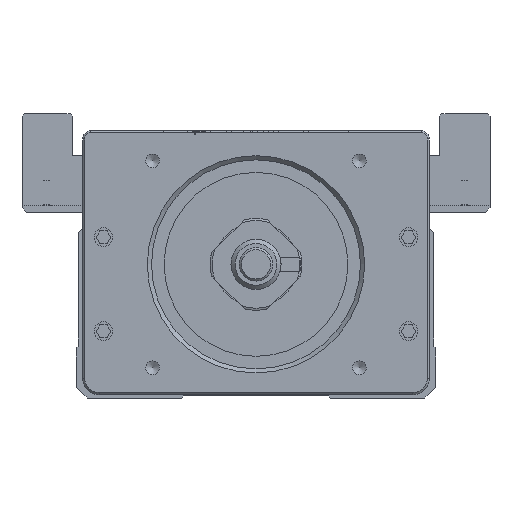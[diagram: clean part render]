
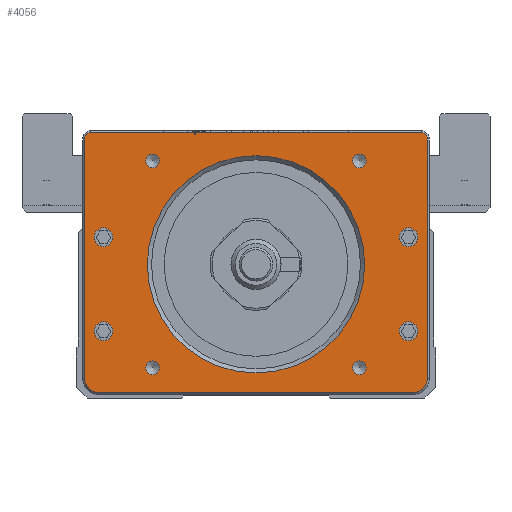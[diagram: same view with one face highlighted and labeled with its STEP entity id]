
A CAD part, front view. The second image highlights one B-rep face of the part: STEP entity #4056.
In plain terms, the highlighted planar face has unit normal (0, -1, 0).
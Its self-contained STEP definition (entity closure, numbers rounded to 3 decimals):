
#1600=FACE_BOUND('',#8531,.T.);
#1601=FACE_BOUND('',#8532,.T.);
#1602=FACE_BOUND('',#8533,.T.);
#1603=FACE_BOUND('',#8534,.T.);
#1604=FACE_BOUND('',#8535,.T.);
#1605=FACE_BOUND('',#8536,.T.);
#1606=FACE_BOUND('',#8537,.T.);
#1607=FACE_BOUND('',#8538,.T.);
#1608=FACE_BOUND('',#8539,.T.);
#1609=FACE_BOUND('',#8540,.T.);
#2689=CIRCLE('',#32651,26.);
#2690=CIRCLE('',#32652,1.65);
#2691=CIRCLE('',#32653,1.65);
#2692=CIRCLE('',#32654,1.65);
#2693=CIRCLE('',#32655,1.65);
#2694=CIRCLE('',#32656,1.5);
#2695=CIRCLE('',#32657,1.5);
#2696=CIRCLE('',#32658,3.5);
#2697=CIRCLE('',#32659,3.5);
#2698=CIRCLE('',#32660,2.25);
#2699=CIRCLE('',#32661,2.25);
#2700=CIRCLE('',#32662,2.25);
#2701=CIRCLE('',#32663,2.25);
#4056=ADVANCED_FACE('',(#1600,#1601,#1602,#1603,#1604,#1605,#1606,#1607,
#1608,#1609),#5455,.F.);
#5455=PLANE('',#32664);
#8531=EDGE_LOOP('',(#14899));
#8532=EDGE_LOOP('',(#14900));
#8533=EDGE_LOOP('',(#14901));
#8534=EDGE_LOOP('',(#14902));
#8535=EDGE_LOOP('',(#14903));
#8536=EDGE_LOOP('',(#14904,#14905,#14906,#14907,#14908,#14909,#14910,#14911));
#8537=EDGE_LOOP('',(#14912));
#8538=EDGE_LOOP('',(#14913));
#8539=EDGE_LOOP('',(#14914));
#8540=EDGE_LOOP('',(#14915));
#14899=ORIENTED_EDGE('',*,*,#23686,.T.);
#14900=ORIENTED_EDGE('',*,*,#23687,.T.);
#14901=ORIENTED_EDGE('',*,*,#23688,.T.);
#14902=ORIENTED_EDGE('',*,*,#23689,.T.);
#14903=ORIENTED_EDGE('',*,*,#23690,.T.);
#14904=ORIENTED_EDGE('',*,*,#23691,.T.);
#14905=ORIENTED_EDGE('',*,*,#23692,.T.);
#14906=ORIENTED_EDGE('',*,*,#23693,.T.);
#14907=ORIENTED_EDGE('',*,*,#23694,.T.);
#14908=ORIENTED_EDGE('',*,*,#23695,.T.);
#14909=ORIENTED_EDGE('',*,*,#23696,.T.);
#14910=ORIENTED_EDGE('',*,*,#23697,.T.);
#14911=ORIENTED_EDGE('',*,*,#23698,.T.);
#14912=ORIENTED_EDGE('',*,*,#23699,.T.);
#14913=ORIENTED_EDGE('',*,*,#23700,.T.);
#14914=ORIENTED_EDGE('',*,*,#23701,.T.);
#14915=ORIENTED_EDGE('',*,*,#23702,.T.);
#19931=VERTEX_POINT('',#49776);
#19932=VERTEX_POINT('',#49778);
#19933=VERTEX_POINT('',#49780);
#19934=VERTEX_POINT('',#49782);
#19935=VERTEX_POINT('',#49784);
#19936=VERTEX_POINT('',#49786);
#19937=VERTEX_POINT('',#49787);
#19938=VERTEX_POINT('',#49789);
#19939=VERTEX_POINT('',#49791);
#19940=VERTEX_POINT('',#49793);
#19941=VERTEX_POINT('',#49795);
#19942=VERTEX_POINT('',#49797);
#19943=VERTEX_POINT('',#49799);
#19944=VERTEX_POINT('',#49802);
#19945=VERTEX_POINT('',#49804);
#19946=VERTEX_POINT('',#49806);
#19947=VERTEX_POINT('',#49808);
#23686=EDGE_CURVE('',#19931,#19931,#2689,.T.);
#23687=EDGE_CURVE('',#19932,#19932,#2690,.T.);
#23688=EDGE_CURVE('',#19933,#19933,#2691,.T.);
#23689=EDGE_CURVE('',#19934,#19934,#2692,.T.);
#23690=EDGE_CURVE('',#19935,#19935,#2693,.T.);
#23691=EDGE_CURVE('',#19936,#19937,#27073,.T.);
#23692=EDGE_CURVE('',#19937,#19938,#2694,.T.);
#23693=EDGE_CURVE('',#19938,#19939,#27074,.T.);
#23694=EDGE_CURVE('',#19939,#19940,#2695,.T.);
#23695=EDGE_CURVE('',#19940,#19941,#27075,.T.);
#23696=EDGE_CURVE('',#19941,#19942,#2696,.T.);
#23697=EDGE_CURVE('',#19942,#19943,#27076,.T.);
#23698=EDGE_CURVE('',#19943,#19936,#2697,.T.);
#23699=EDGE_CURVE('',#19944,#19944,#2698,.T.);
#23700=EDGE_CURVE('',#19945,#19945,#2699,.T.);
#23701=EDGE_CURVE('',#19946,#19946,#2700,.T.);
#23702=EDGE_CURVE('',#19947,#19947,#2701,.T.);
#27073=LINE('',#49785,#30060);
#27074=LINE('',#49790,#30061);
#27075=LINE('',#49794,#30062);
#27076=LINE('',#49798,#30063);
#30060=VECTOR('',#39089,1.);
#30061=VECTOR('',#39092,1.);
#30062=VECTOR('',#39095,1.);
#30063=VECTOR('',#39098,1.);
#32651=AXIS2_PLACEMENT_3D('',#49775,#39079,#39080);
#32652=AXIS2_PLACEMENT_3D('',#49777,#39081,#39082);
#32653=AXIS2_PLACEMENT_3D('',#49779,#39083,#39084);
#32654=AXIS2_PLACEMENT_3D('',#49781,#39085,#39086);
#32655=AXIS2_PLACEMENT_3D('',#49783,#39087,#39088);
#32656=AXIS2_PLACEMENT_3D('',#49788,#39090,#39091);
#32657=AXIS2_PLACEMENT_3D('',#49792,#39093,#39094);
#32658=AXIS2_PLACEMENT_3D('',#49796,#39096,#39097);
#32659=AXIS2_PLACEMENT_3D('',#49800,#39099,#39100);
#32660=AXIS2_PLACEMENT_3D('',#49801,#39101,#39102);
#32661=AXIS2_PLACEMENT_3D('',#49803,#39103,#39104);
#32662=AXIS2_PLACEMENT_3D('',#49805,#39105,#39106);
#32663=AXIS2_PLACEMENT_3D('',#49807,#39107,#39108);
#32664=AXIS2_PLACEMENT_3D('',#49809,#39109,#39110);
#39079=DIRECTION('',(0.,1.,0.));
#39080=DIRECTION('',(0.,0.,1.));
#39081=DIRECTION('',(0.,1.,0.));
#39082=DIRECTION('',(0.,0.,1.));
#39083=DIRECTION('',(0.,1.,0.));
#39084=DIRECTION('',(0.,0.,1.));
#39085=DIRECTION('',(0.,1.,0.));
#39086=DIRECTION('',(0.,0.,1.));
#39087=DIRECTION('',(0.,1.,0.));
#39088=DIRECTION('',(0.,0.,1.));
#39089=DIRECTION('',(0.,0.,1.));
#39090=DIRECTION('',(0.,-1.,0.));
#39091=DIRECTION('',(0.,0.,1.));
#39092=DIRECTION('',(-1.,0.,0.));
#39093=DIRECTION('',(0.,-1.,0.));
#39094=DIRECTION('',(0.,0.,1.));
#39095=DIRECTION('',(0.,0.,-1.));
#39096=DIRECTION('',(0.,-1.,0.));
#39097=DIRECTION('',(0.,0.,1.));
#39098=DIRECTION('',(1.,0.,0.));
#39099=DIRECTION('',(0.,-1.,0.));
#39100=DIRECTION('',(0.,0.,1.));
#39101=DIRECTION('',(0.,1.,0.));
#39102=DIRECTION('',(0.,0.,1.));
#39103=DIRECTION('',(0.,1.,0.));
#39104=DIRECTION('',(0.,0.,1.));
#39105=DIRECTION('',(0.,1.,0.));
#39106=DIRECTION('',(0.,0.,1.));
#39107=DIRECTION('',(0.,1.,0.));
#39108=DIRECTION('',(0.,0.,1.));
#39109=DIRECTION('',(0.,1.,0.));
#39110=DIRECTION('',(0.,0.,-1.));
#49775=CARTESIAN_POINT('',(0.,-236.633,32.));
#49776=CARTESIAN_POINT('',(0.,-236.633,58.));
#49777=CARTESIAN_POINT('',(-24.749,-236.633,56.749));
#49778=CARTESIAN_POINT('',(-24.749,-236.633,58.399));
#49779=CARTESIAN_POINT('',(-24.749,-236.633,7.251));
#49780=CARTESIAN_POINT('',(-24.749,-236.633,8.901));
#49781=CARTESIAN_POINT('',(24.749,-236.633,7.251));
#49782=CARTESIAN_POINT('',(24.749,-236.633,8.901));
#49783=CARTESIAN_POINT('',(24.749,-236.633,56.749));
#49784=CARTESIAN_POINT('',(24.749,-236.633,58.399));
#49785=CARTESIAN_POINT('',(41.,-236.633,60.));
#49786=CARTESIAN_POINT('',(41.,-236.633,4.8));
#49787=CARTESIAN_POINT('',(41.,-236.633,62.));
#49788=CARTESIAN_POINT('',(39.5,-236.633,62.));
#49789=CARTESIAN_POINT('',(39.5,-236.633,63.5));
#49790=CARTESIAN_POINT('',(39.,-236.633,63.5));
#49791=CARTESIAN_POINT('',(-39.5,-236.633,63.5));
#49792=CARTESIAN_POINT('',(-39.5,-236.633,62.));
#49793=CARTESIAN_POINT('',(-41.,-236.633,62.));
#49794=CARTESIAN_POINT('',(-41.,-236.633,60.));
#49795=CARTESIAN_POINT('',(-41.,-236.633,4.8));
#49796=CARTESIAN_POINT('',(-37.5,-236.633,4.8));
#49797=CARTESIAN_POINT('',(-37.5,-236.633,1.3));
#49798=CARTESIAN_POINT('',(39.,-236.633,1.3));
#49799=CARTESIAN_POINT('',(37.5,-236.633,1.3));
#49800=CARTESIAN_POINT('',(37.5,-236.633,4.8));
#49801=CARTESIAN_POINT('',(-36.5,-236.633,38.5));
#49802=CARTESIAN_POINT('',(-36.5,-236.633,40.75));
#49803=CARTESIAN_POINT('',(-36.5,-236.633,16.));
#49804=CARTESIAN_POINT('',(-36.5,-236.633,18.25));
#49805=CARTESIAN_POINT('',(36.5,-236.633,38.5));
#49806=CARTESIAN_POINT('',(36.5,-236.633,40.75));
#49807=CARTESIAN_POINT('',(36.5,-236.633,16.));
#49808=CARTESIAN_POINT('',(36.5,-236.633,18.25));
#49809=CARTESIAN_POINT('',(39.,-236.633,60.));
